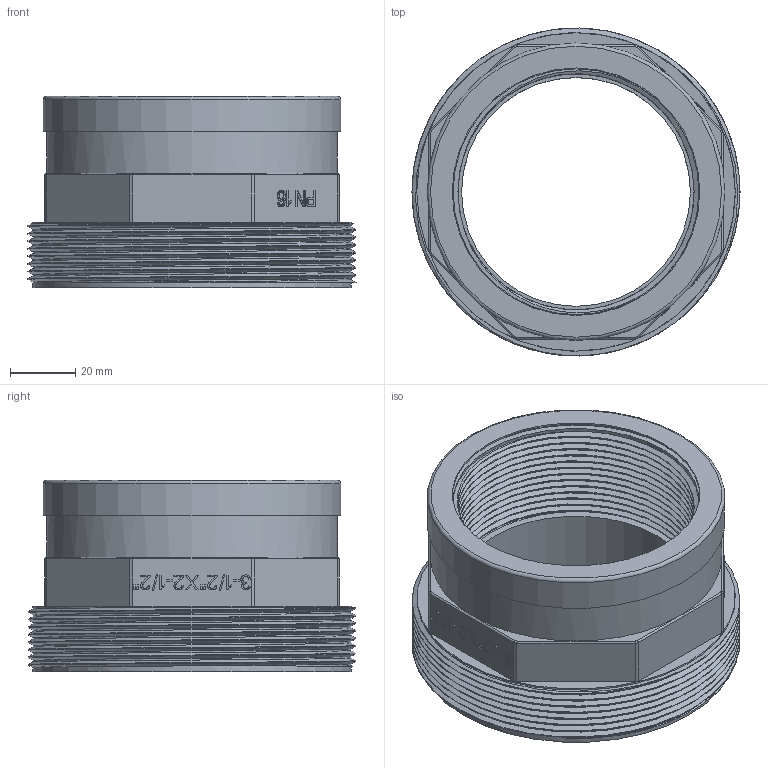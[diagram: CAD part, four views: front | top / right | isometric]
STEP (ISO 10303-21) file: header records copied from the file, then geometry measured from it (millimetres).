
FILE_DESCRIPTION(/* description */ (''),/* implementation_level */ '2;1');
FILE_NAME(/* name */ 'AFX600.SIG.075.step',/* time_stamp */ '2026-01-07T09:26:14+01:00',/* author */ (''),/* organization */ (''),/* preprocessor_version */ 'ST-DEVELOPER v20.1',/* originating_system */ 'Autodesk Translation Framework v14.21.0.0',/* authorisation */ '');
FILE_SCHEMA (('AUTOMOTIVE_DESIGN { 1 0 10303 214 3 1 1 }'));
Length unit declared in the file: millimetre
Products named in the file (1): 2026-01-07-08-17-08-304
Bounding box: 100.33 x 100.31 x 58.5 mm (x, y, z)
Volume: 155248.7 mm3; surface area: 59125.9 mm2
Topology: 2 solids, 2 shells, 509 faces, 1367 edges, 902 vertices
Faces by surface type: plane 219, bspline 201, cylinder 77, torus 12
Full cylindrical faces by diameter (mm): 2.486 x1, 3.315 x1, 70 x1, 72.226 x12, 75.184 x13, 75.7 x1, 80 x2, 89 x1, 90 x2, 91 x1, 97.372 x8, 100.33 x7
Entity records: 27509 total; most frequent: CARTESIAN_POINT 16233, ORIENTED_EDGE 2734, DIRECTION 1561, EDGE_CURVE 1367, VERTEX_POINT 902, LINE 773, VECTOR 773, EDGE_LOOP 553
